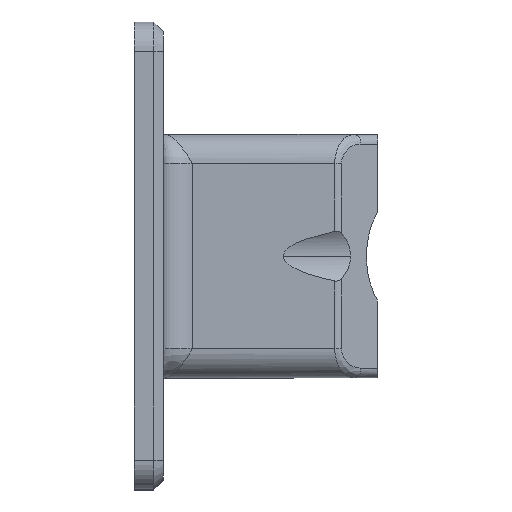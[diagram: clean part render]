
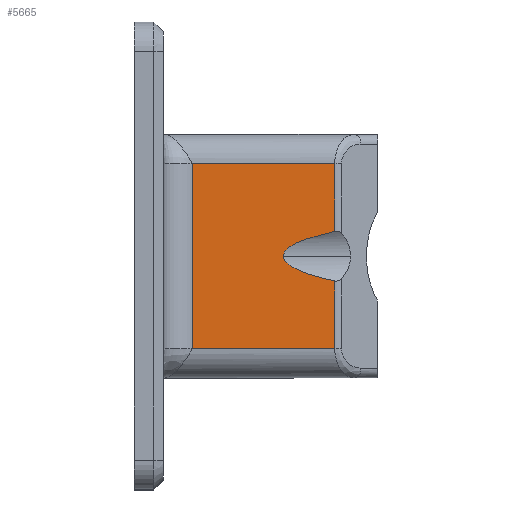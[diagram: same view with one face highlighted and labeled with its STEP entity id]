
A CAD part, top view. The second image highlights one B-rep face of the part: STEP entity #5665.
In plain terms, the highlighted planar face has unit normal (0, 0, 1).
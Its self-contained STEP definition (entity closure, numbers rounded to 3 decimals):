
#70 = CYLINDRICAL_SURFACE('',#71,3.);
#71 = AXIS2_PLACEMENT_3D('',#72,#73,#74);
#72 = CARTESIAN_POINT('',(3.,29.5,11.));
#73 = DIRECTION('',(1.,0.,0.));
#74 = DIRECTION('',(0.,1.,0.));
#846 = CYLINDRICAL_SURFACE('',#847,3.);
#847 = AXIS2_PLACEMENT_3D('',#848,#849,#850);
#848 = CARTESIAN_POINT('',(6.,32.5,17.));
#849 = DIRECTION('',(0.,-1.,0.));
#850 = DIRECTION('',(-1.,0.,0.));
#2653 = EDGE_CURVE('',#2654,#2656,#2658,.T.);
#2654 = VERTEX_POINT('',#2655);
#2655 = CARTESIAN_POINT('',(6.,29.5,14.));
#2656 = VERTEX_POINT('',#2657);
#2657 = CARTESIAN_POINT('',(20.586,29.5,14.));
#2658 = SURFACE_CURVE('',#2659,(#2663,#2670),.PCURVE_S1.);
#2659 = LINE('',#2660,#2661);
#2660 = CARTESIAN_POINT('',(3.,29.5,14.));
#2661 = VECTOR('',#2662,1.);
#2662 = DIRECTION('',(1.,0.,0.));
#2663 = PCURVE('',#70,#2664);
#2664 = DEFINITIONAL_REPRESENTATION('',(#2665),#2669);
#2665 = LINE('',#2666,#2667);
#2666 = CARTESIAN_POINT('',(1.571,0.));
#2667 = VECTOR('',#2668,1.);
#2668 = DIRECTION('',(0.,1.));
#2669 = ( GEOMETRIC_REPRESENTATION_CONTEXT(2) 
PARAMETRIC_REPRESENTATION_CONTEXT() REPRESENTATION_CONTEXT('2D SPACE',''
  ) );
#2670 = PCURVE('',#2671,#2676);
#2671 = PLANE('',#2672);
#2672 = AXIS2_PLACEMENT_3D('',#2673,#2674,#2675);
#2673 = CARTESIAN_POINT('',(0.,7.5,14.));
#2674 = DIRECTION('',(0.,0.,1.));
#2675 = DIRECTION('',(1.,0.,0.));
#2676 = DEFINITIONAL_REPRESENTATION('',(#2677),#2681);
#2677 = LINE('',#2678,#2679);
#2678 = CARTESIAN_POINT('',(3.,22.));
#2679 = VECTOR('',#2680,1.);
#2680 = DIRECTION('',(1.,0.));
#2681 = ( GEOMETRIC_REPRESENTATION_CONTEXT(2) 
PARAMETRIC_REPRESENTATION_CONTEXT() REPRESENTATION_CONTEXT('2D SPACE',''
  ) );
#3425 = EDGE_CURVE('',#2654,#3426,#3428,.T.);
#3426 = VERTEX_POINT('',#3427);
#3427 = CARTESIAN_POINT('',(6.,10.5,14.));
#3428 = SURFACE_CURVE('',#3429,(#3433,#3440),.PCURVE_S1.);
#3429 = LINE('',#3430,#3431);
#3430 = CARTESIAN_POINT('',(6.,32.5,14.));
#3431 = VECTOR('',#3432,1.);
#3432 = DIRECTION('',(0.,-1.,0.));
#3433 = PCURVE('',#846,#3434);
#3434 = DEFINITIONAL_REPRESENTATION('',(#3435),#3439);
#3435 = LINE('',#3436,#3437);
#3436 = CARTESIAN_POINT('',(1.571,0.));
#3437 = VECTOR('',#3438,1.);
#3438 = DIRECTION('',(0.,1.));
#3439 = ( GEOMETRIC_REPRESENTATION_CONTEXT(2) 
PARAMETRIC_REPRESENTATION_CONTEXT() REPRESENTATION_CONTEXT('2D SPACE',''
  ) );
#3440 = PCURVE('',#2671,#3441);
#3441 = DEFINITIONAL_REPRESENTATION('',(#3442),#3446);
#3442 = LINE('',#3443,#3444);
#3443 = CARTESIAN_POINT('',(6.,25.));
#3444 = VECTOR('',#3445,1.);
#3445 = DIRECTION('',(0.,-1.));
#3446 = ( GEOMETRIC_REPRESENTATION_CONTEXT(2) 
PARAMETRIC_REPRESENTATION_CONTEXT() REPRESENTATION_CONTEXT('2D SPACE',''
  ) );
#3570 = CYLINDRICAL_SURFACE('',#3571,3.);
#3571 = AXIS2_PLACEMENT_3D('',#3572,#3573,#3574);
#3572 = CARTESIAN_POINT('',(3.,10.5,11.));
#3573 = DIRECTION('',(1.,0.,0.));
#3574 = DIRECTION('',(0.,0.,1.));
#5665 = ADVANCED_FACE('',(#5666),#2671,.T.);
#5666 = FACE_BOUND('',#5667,.T.);
#5667 = EDGE_LOOP('',(#5668,#5669,#5670,#5693,#5721,#5755,#5789));
#5668 = ORIENTED_EDGE('',*,*,#2653,.F.);
#5669 = ORIENTED_EDGE('',*,*,#3425,.T.);
#5670 = ORIENTED_EDGE('',*,*,#5671,.T.);
#5671 = EDGE_CURVE('',#3426,#5672,#5674,.T.);
#5672 = VERTEX_POINT('',#5673);
#5673 = CARTESIAN_POINT('',(20.586,10.5,14.));
#5674 = SURFACE_CURVE('',#5675,(#5679,#5686),.PCURVE_S1.);
#5675 = LINE('',#5676,#5677);
#5676 = CARTESIAN_POINT('',(3.,10.5,14.));
#5677 = VECTOR('',#5678,1.);
#5678 = DIRECTION('',(1.,0.,0.));
#5679 = PCURVE('',#2671,#5680);
#5680 = DEFINITIONAL_REPRESENTATION('',(#5681),#5685);
#5681 = LINE('',#5682,#5683);
#5682 = CARTESIAN_POINT('',(3.,3.));
#5683 = VECTOR('',#5684,1.);
#5684 = DIRECTION('',(1.,0.));
#5685 = ( GEOMETRIC_REPRESENTATION_CONTEXT(2) 
PARAMETRIC_REPRESENTATION_CONTEXT() REPRESENTATION_CONTEXT('2D SPACE',''
  ) );
#5686 = PCURVE('',#3570,#5687);
#5687 = DEFINITIONAL_REPRESENTATION('',(#5688),#5692);
#5688 = LINE('',#5689,#5690);
#5689 = CARTESIAN_POINT('',(0.,0.));
#5690 = VECTOR('',#5691,1.);
#5691 = DIRECTION('',(0.,1.));
#5692 = ( GEOMETRIC_REPRESENTATION_CONTEXT(2) 
PARAMETRIC_REPRESENTATION_CONTEXT() REPRESENTATION_CONTEXT('2D SPACE',''
  ) );
#5693 = ORIENTED_EDGE('',*,*,#5694,.T.);
#5694 = EDGE_CURVE('',#5672,#5695,#5697,.T.);
#5695 = VERTEX_POINT('',#5696);
#5696 = CARTESIAN_POINT('',(20.586,17.455,14.));
#5697 = SURFACE_CURVE('',#5698,(#5702,#5709),.PCURVE_S1.);
#5698 = LINE('',#5699,#5700);
#5699 = CARTESIAN_POINT('',(20.586,10.5,14.));
#5700 = VECTOR('',#5701,1.);
#5701 = DIRECTION('',(0.,1.,0.));
#5702 = PCURVE('',#2671,#5703);
#5703 = DEFINITIONAL_REPRESENTATION('',(#5704),#5708);
#5704 = LINE('',#5705,#5706);
#5705 = CARTESIAN_POINT('',(20.586,3.));
#5706 = VECTOR('',#5707,1.);
#5707 = DIRECTION('',(0.,1.));
#5708 = ( GEOMETRIC_REPRESENTATION_CONTEXT(2) 
PARAMETRIC_REPRESENTATION_CONTEXT() REPRESENTATION_CONTEXT('2D SPACE',''
  ) );
#5709 = PCURVE('',#5710,#5715);
#5710 = CYLINDRICAL_SURFACE('',#5711,1.);
#5711 = AXIS2_PLACEMENT_3D('',#5712,#5713,#5714);
#5712 = CARTESIAN_POINT('',(20.586,10.5,13.));
#5713 = DIRECTION('',(0.,1.,0.));
#5714 = DIRECTION('',(0.707,0.,0.707));
#5715 = DEFINITIONAL_REPRESENTATION('',(#5716),#5720);
#5716 = LINE('',#5717,#5718);
#5717 = CARTESIAN_POINT('',(-0.785,0.));
#5718 = VECTOR('',#5719,1.);
#5719 = DIRECTION('',(-0.,1.));
#5720 = ( GEOMETRIC_REPRESENTATION_CONTEXT(2) 
PARAMETRIC_REPRESENTATION_CONTEXT() REPRESENTATION_CONTEXT('2D SPACE',''
  ) );
#5721 = ORIENTED_EDGE('',*,*,#5722,.F.);
#5722 = EDGE_CURVE('',#5723,#5695,#5725,.T.);
#5723 = VERTEX_POINT('',#5724);
#5724 = CARTESIAN_POINT('',(15.321,20.,14.));
#5725 = SURFACE_CURVE('',#5726,(#5731,#5738),.PCURVE_S1.);
#5726 = ELLIPSE('',#5727,23.035,4.);
#5727 = AXIS2_PLACEMENT_3D('',#5728,#5729,#5730);
#5728 = CARTESIAN_POINT('',(38.356,20.,14.));
#5729 = DIRECTION('',(0.,0.,1.));
#5730 = DIRECTION('',(1.,0.,0.));
#5731 = PCURVE('',#2671,#5732);
#5732 = DEFINITIONAL_REPRESENTATION('',(#5733),#5737);
#5733 = ELLIPSE('',#5734,23.035,4.);
#5734 = AXIS2_PLACEMENT_2D('',#5735,#5736);
#5735 = CARTESIAN_POINT('',(38.356,12.5));
#5736 = DIRECTION('',(1.,0.));
#5737 = ( GEOMETRIC_REPRESENTATION_CONTEXT(2) 
PARAMETRIC_REPRESENTATION_CONTEXT() REPRESENTATION_CONTEXT('2D SPACE',''
  ) );
#5738 = PCURVE('',#5739,#5744);
#5739 = CYLINDRICAL_SURFACE('',#5740,4.);
#5740 = AXIS2_PLACEMENT_3D('',#5741,#5742,#5743);
#5741 = CARTESIAN_POINT('',(10.,20.,19.));
#5742 = DIRECTION('',(0.985,0.,-0.174));
#5743 = DIRECTION('',(-0.174,0.,-0.985));
#5744 = DEFINITIONAL_REPRESENTATION('',(#5745),#5754);
#5745 = B_SPLINE_CURVE_WITH_KNOTS('',7,(#5746,#5747,#5748,#5749,#5750,
    #5751,#5752,#5753),.UNSPECIFIED.,.F.,.F.,(8,8),(3.142,
    3.971),.PIECEWISE_BEZIER_KNOTS.);
#5746 = CARTESIAN_POINT('',(6.283,6.109));
#5747 = CARTESIAN_POINT('',(6.165,6.109));
#5748 = CARTESIAN_POINT('',(6.046,6.48));
#5749 = CARTESIAN_POINT('',(5.928,7.223));
#5750 = CARTESIAN_POINT('',(5.809,8.325));
#5751 = CARTESIAN_POINT('',(5.691,9.76));
#5752 = CARTESIAN_POINT('',(5.572,11.492));
#5753 = CARTESIAN_POINT('',(5.454,13.474));
#5754 = ( GEOMETRIC_REPRESENTATION_CONTEXT(2) 
PARAMETRIC_REPRESENTATION_CONTEXT() REPRESENTATION_CONTEXT('2D SPACE',''
  ) );
#5755 = ORIENTED_EDGE('',*,*,#5756,.F.);
#5756 = EDGE_CURVE('',#5757,#5723,#5759,.T.);
#5757 = VERTEX_POINT('',#5758);
#5758 = CARTESIAN_POINT('',(20.586,22.545,14.));
#5759 = SURFACE_CURVE('',#5760,(#5765,#5772),.PCURVE_S1.);
#5760 = ELLIPSE('',#5761,23.035,4.);
#5761 = AXIS2_PLACEMENT_3D('',#5762,#5763,#5764);
#5762 = CARTESIAN_POINT('',(38.356,20.,14.));
#5763 = DIRECTION('',(0.,0.,1.));
#5764 = DIRECTION('',(1.,0.,0.));
#5765 = PCURVE('',#2671,#5766);
#5766 = DEFINITIONAL_REPRESENTATION('',(#5767),#5771);
#5767 = ELLIPSE('',#5768,23.035,4.);
#5768 = AXIS2_PLACEMENT_2D('',#5769,#5770);
#5769 = CARTESIAN_POINT('',(38.356,12.5));
#5770 = DIRECTION('',(1.,0.));
#5771 = ( GEOMETRIC_REPRESENTATION_CONTEXT(2) 
PARAMETRIC_REPRESENTATION_CONTEXT() REPRESENTATION_CONTEXT('2D SPACE',''
  ) );
#5772 = PCURVE('',#5773,#5778);
#5773 = CYLINDRICAL_SURFACE('',#5774,4.);
#5774 = AXIS2_PLACEMENT_3D('',#5775,#5776,#5777);
#5775 = CARTESIAN_POINT('',(10.,20.,19.));
#5776 = DIRECTION('',(0.985,0.,-0.174));
#5777 = DIRECTION('',(-0.174,0.,-0.985));
#5778 = DEFINITIONAL_REPRESENTATION('',(#5779),#5788);
#5779 = B_SPLINE_CURVE_WITH_KNOTS('',7,(#5780,#5781,#5782,#5783,#5784,
    #5785,#5786,#5787),.UNSPECIFIED.,.F.,.F.,(8,8),(2.312,
    3.142),.PIECEWISE_BEZIER_KNOTS.);
#5780 = CARTESIAN_POINT('',(0.829,13.474));
#5781 = CARTESIAN_POINT('',(0.711,11.492));
#5782 = CARTESIAN_POINT('',(0.592,9.76));
#5783 = CARTESIAN_POINT('',(0.474,8.325));
#5784 = CARTESIAN_POINT('',(0.355,7.223));
#5785 = CARTESIAN_POINT('',(0.237,6.48));
#5786 = CARTESIAN_POINT('',(0.118,6.109));
#5787 = CARTESIAN_POINT('',(0.,6.109));
#5788 = ( GEOMETRIC_REPRESENTATION_CONTEXT(2) 
PARAMETRIC_REPRESENTATION_CONTEXT() REPRESENTATION_CONTEXT('2D SPACE',''
  ) );
#5789 = ORIENTED_EDGE('',*,*,#5790,.F.);
#5790 = EDGE_CURVE('',#2656,#5757,#5791,.T.);
#5791 = SURFACE_CURVE('',#5792,(#5796,#5803),.PCURVE_S1.);
#5792 = LINE('',#5793,#5794);
#5793 = CARTESIAN_POINT('',(20.586,29.5,14.));
#5794 = VECTOR('',#5795,1.);
#5795 = DIRECTION('',(-0.,-1.,-0.));
#5796 = PCURVE('',#2671,#5797);
#5797 = DEFINITIONAL_REPRESENTATION('',(#5798),#5802);
#5798 = LINE('',#5799,#5800);
#5799 = CARTESIAN_POINT('',(20.586,22.));
#5800 = VECTOR('',#5801,1.);
#5801 = DIRECTION('',(-0.,-1.));
#5802 = ( GEOMETRIC_REPRESENTATION_CONTEXT(2) 
PARAMETRIC_REPRESENTATION_CONTEXT() REPRESENTATION_CONTEXT('2D SPACE',''
  ) );
#5803 = PCURVE('',#5804,#5809);
#5804 = CYLINDRICAL_SURFACE('',#5805,1.);
#5805 = AXIS2_PLACEMENT_3D('',#5806,#5807,#5808);
#5806 = CARTESIAN_POINT('',(20.586,29.5,13.));
#5807 = DIRECTION('',(-0.,-1.,-0.));
#5808 = DIRECTION('',(0.,0.,1.));
#5809 = DEFINITIONAL_REPRESENTATION('',(#5810),#5814);
#5810 = LINE('',#5811,#5812);
#5811 = CARTESIAN_POINT('',(-0.,0.));
#5812 = VECTOR('',#5813,1.);
#5813 = DIRECTION('',(-0.,1.));
#5814 = ( GEOMETRIC_REPRESENTATION_CONTEXT(2) 
PARAMETRIC_REPRESENTATION_CONTEXT() REPRESENTATION_CONTEXT('2D SPACE',''
  ) );
